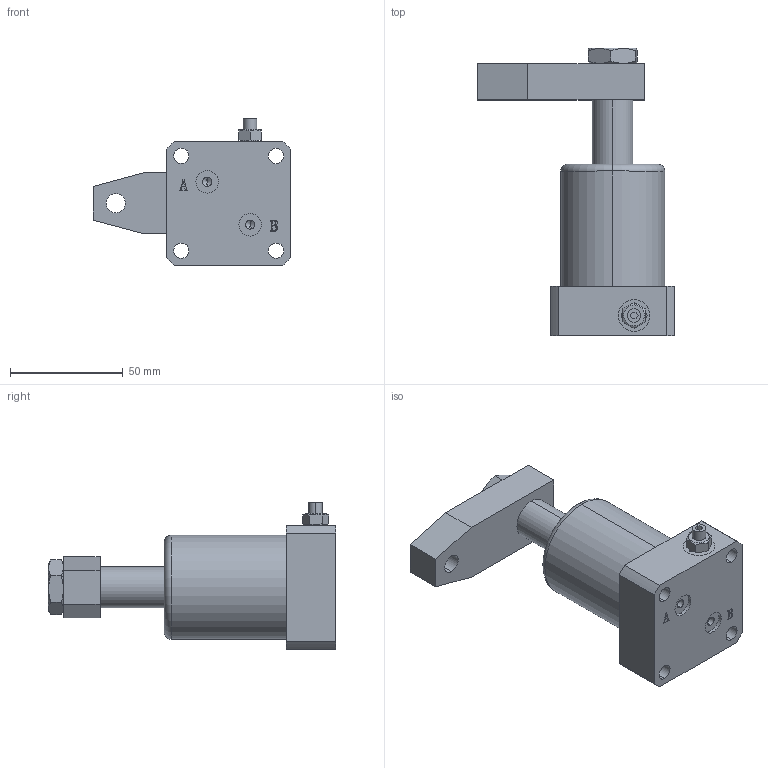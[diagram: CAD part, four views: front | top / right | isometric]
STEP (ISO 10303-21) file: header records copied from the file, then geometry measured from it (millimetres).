
FILE_DESCRIPTION (( 'STEP AP203' ), '1' );
FILE_NAME ('HSL-MF25S.STEP', '2020-09-15T03:46:16', ( '微软用户' ), ( '微软中国' ), 'SwSTEP 2.0', 'SolidWorks 2012', '' );
FILE_SCHEMA (( 'CONFIG_CONTROL_DESIGN' ));
Length unit declared in the file: millimetre
Products named in the file (6): HSL-MF25S; M12苤覃厒; HSL-25S蛌褒詰裝; HSL-25S揤旋杻秶; HSL-MF25S蛌褒詰掛极; hex thin nuts-grades ab-chamfered gb_GB_FASTENER_NUT_STNAB M14-N
Assembly tree (5 placements, depth 2):
  HSL-MF25S
    hex thin nuts-grades ab-chamfered gb_GB_FASTENER_NUT_STNAB M14-N
    HSL-MF25S蛌褒詰掛极
    HSL-25S揤旋杻秶
    HSL-25S蛌褒詰裝
    M12苤覃厒
Bounding box: 87.5 x 127.5 x 65 mm (x, y, z)
Volume: 177961.5 mm3; surface area: 41087 mm2
Topology: 4 solids, 8 shells, 190 faces, 458 edges, 296 vertices
Faces by surface type: plane 90, cylinder 54, cone 22, bspline 16, torus 8
Entity records: 7075 total; most frequent: CARTESIAN_POINT 2029, DIRECTION 914, ORIENTED_EDGE 884, EDGE_CURVE 454, AXIS2_PLACEMENT_3D 333, VERTEX_POINT 296, LINE 248, VECTOR 248
